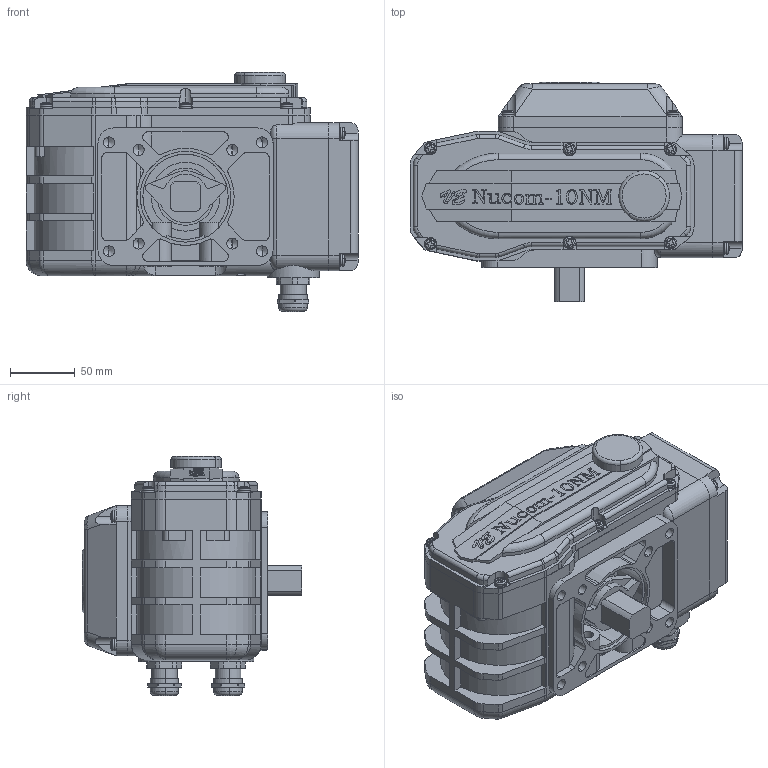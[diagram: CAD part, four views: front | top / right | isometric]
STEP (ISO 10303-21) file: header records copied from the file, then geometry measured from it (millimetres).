
FILE_DESCRIPTION (( 'STEP AP203' ), '1' );
FILE_NAME ('Nucom-10NM.STEP', '2016-12-19T05:23:24', ( '梶山' ), ( 'コーエイ工業' ), 'SwSTEP 2.0', 'SolidWorks 2009', '' );
FILE_SCHEMA (( 'CONFIG_CONTROL_DESIGN' ));
Products named in the file (1): Nucom-10NM
Bounding box: 256 x 169.5 x 184.3 mm (x, y, z)
Volume: 3702591.1 mm3; surface area: 317152.7 mm2
Topology: 38 solids, 40 shells, 1504 faces, 3971 edges, 2574 vertices
Faces by surface type: plane 703, cylinder 492, bspline 176, torus 57, cone 42, sphere 34
Entity records: 53493 total; most frequent: CARTESIAN_POINT 16764, ORIENTED_EDGE 7854, DIRECTION 7346, EDGE_CURVE 3927, AXIS2_PLACEMENT_3D 2591, VERTEX_POINT 2574, VECTOR 2164, LINE 2164
